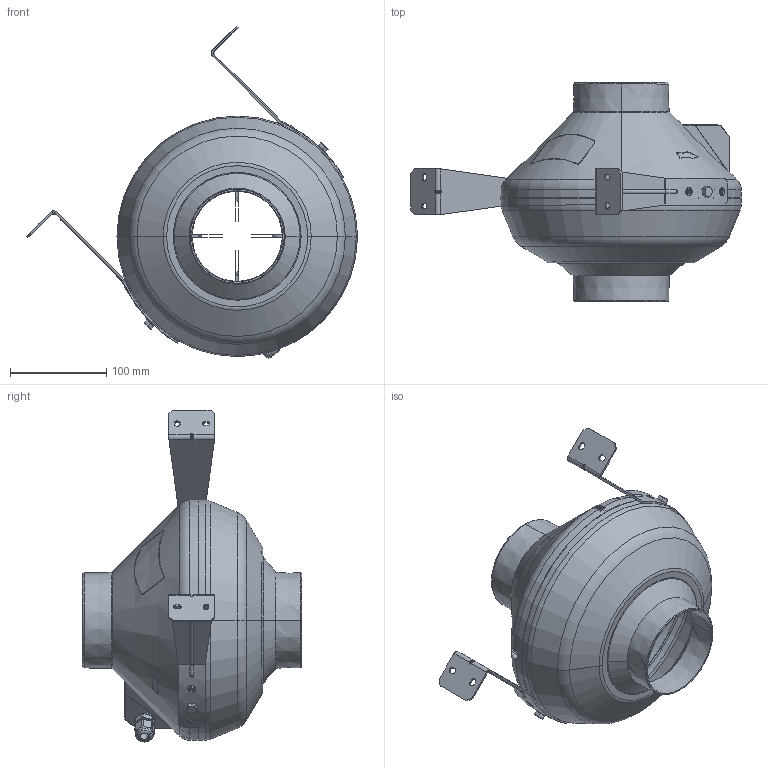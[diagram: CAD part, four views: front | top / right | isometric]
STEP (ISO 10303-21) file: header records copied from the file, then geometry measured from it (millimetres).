
FILE_DESCRIPTION (( 'STEP AP203' ), '1' );
FILE_NAME ('VK100.STEP', '2015-04-23T07:09:26', ( 'KB7' ), ( '' ), 'SwSTEP 2.0', 'SolidWorks 2013', '' );
FILE_SCHEMA (( 'CONFIG_CONTROL_DESIGN' ));
Length unit declared in the file: millimetre
Products named in the file (1): VK100
Bounding box: 343.95 x 228.5 x 345.24 mm (x, y, z)
Surface area: 375118.2 mm2 (no closed solid volume)
Topology: 0 solids, 33 shells, 446 faces, 1822 edges, 1356 vertices
Faces by surface type: plane 177, cylinder 136, cone 67, torus 39, sphere 20, bspline 7
Entity records: 23355 total; most frequent: CARTESIAN_POINT 9245, ORIENTED_EDGE 2740, DIRECTION 2722, EDGE_CURVE 1822, VERTEX_POINT 1356, AXIS2_PLACEMENT_3D 1004, VECTOR 714, LINE 714
